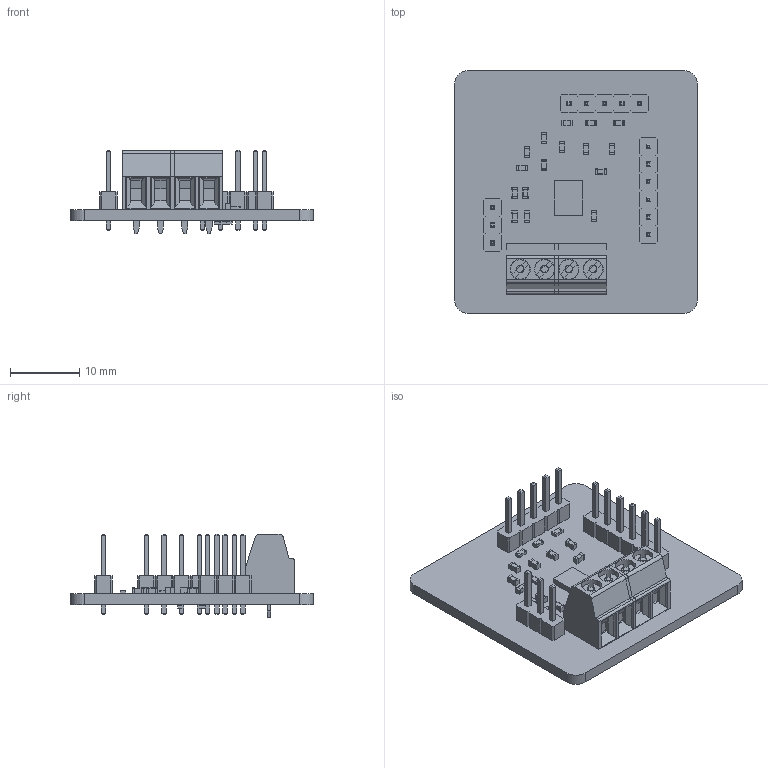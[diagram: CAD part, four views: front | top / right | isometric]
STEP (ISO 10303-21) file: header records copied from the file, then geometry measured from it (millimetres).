
FILE_DESCRIPTION(('KiCad electronic assembly'),'2;1');
FILE_NAME('reaction_wheel.step','2024-12-07T14:12:29',('Pcbnew'),( 'Kicad'),'Open CASCADE STEP processor 7.6','KiCad to STEP converter' ,'Unknown');
FILE_SCHEMA(('AUTOMOTIVE_DESIGN { 1 0 10303 214 1 1 1 1 }'));
Length unit declared in the file: millimetre
Products named in the file (16): reaction_wheel 1; C_0603_1608Metric; PinHeader_1x06_P2.54mm_Vertical; PinHeader_1x06_P254mm_Vertical; REE0036A; REE0036A_ASM; PinHeader_1x03_P2.54mm_Vertical; PinHeader_1x03_P254mm_Vertical; R_0603_1608Metric; PinHeader_1x05_P2.54mm_Vertical; PinHeader_1x05_P254mm_Vertical; 1985807; (Unsaved); reaction_wheel_PCB
Assembly tree (33 placements, depth 3):
  reaction_wheel 1
    C_0603_1608Metric  x12
      C_0603_1608Metric
    PinHeader_1x06_P2.54mm_Vertical
      PinHeader_1x06_P254mm_Vertical
    REE0036A
      REE0036A_ASM
    PinHeader_1x03_P2.54mm_Vertical
      PinHeader_1x03_P254mm_Vertical
    R_0603_1608Metric  x7
      R_0603_1608Metric
    PinHeader_1x05_P2.54mm_Vertical
      PinHeader_1x05_P254mm_Vertical
    1985807  x2
      (Unsaved)
    reaction_wheel_PCB
Bounding box: 35 x 35 x 12.04 mm (x, y, z)
Volume: 2964.2 mm3; surface area: 4486.7 mm2
Topology: 63 solids, 63 shells, 1554 faces, 3863 edges, 2518 vertices
Faces by surface type: plane 1185, cylinder 369
Full cylindrical faces by diameter (mm): 0.169 x9, 0.457 x2, 1 x14, 1.1 x4, 1.2 x4, 2.8 x4, 2.9 x4
Entity records: 32402 total; most frequent: CARTESIAN_POINT 4887, ORIENTED_EDGE 4716, DIRECTION 4688, EDGE_CURVE 2358, LINE 2030, VECTOR 2030, VERTEX_POINT 1528, AXIS2_PLACEMENT_3D 1329
